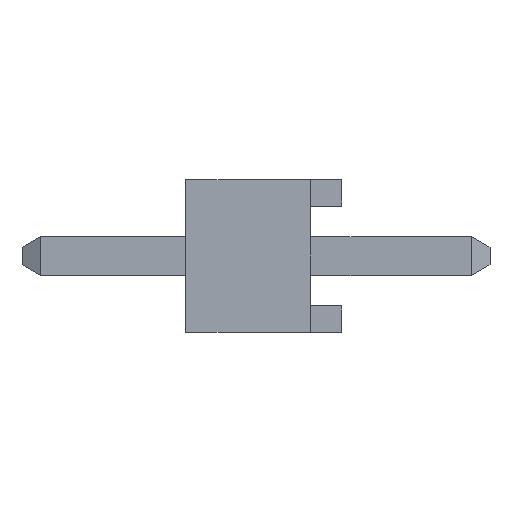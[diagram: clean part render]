
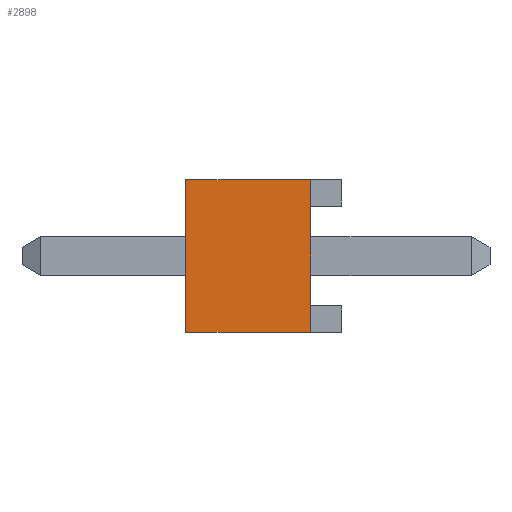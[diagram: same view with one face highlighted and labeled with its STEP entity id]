
A CAD part, left-side view. The second image highlights one B-rep face of the part: STEP entity #2898.
In plain terms, the highlighted planar face has unit normal (-1, 0, 0).
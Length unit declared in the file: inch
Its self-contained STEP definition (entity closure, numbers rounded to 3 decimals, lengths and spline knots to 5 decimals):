
#638=ORIENTED_EDGE('',*,*,#1202,.F.);
#639=ORIENTED_EDGE('',*,*,#1028,.F.);
#640=ORIENTED_EDGE('',*,*,#1203,.F.);
#641=ORIENTED_EDGE('',*,*,#1067,.T.);
#1028=EDGE_CURVE('',#1362,#1363,#1672,.T.);
#1067=EDGE_CURVE('',#1394,#1393,#1711,.T.);
#1202=EDGE_CURVE('',#1363,#1393,#1846,.T.);
#1203=EDGE_CURVE('',#1394,#1362,#1847,.T.);
#1362=VERTEX_POINT('',#4266);
#1363=VERTEX_POINT('',#4268);
#1393=VERTEX_POINT('',#4339);
#1394=VERTEX_POINT('',#4341);
#1672=LINE('',#4267,#2068);
#1711=LINE('',#4340,#2107);
#1846=LINE('',#4606,#2242);
#1847=LINE('',#4607,#2243);
#2068=VECTOR('',#3484,39.37008);
#2107=VECTOR('',#3529,39.37008);
#2242=VECTOR('',#3766,39.37008);
#2243=VECTOR('',#3767,39.37008);
#2400=EDGE_LOOP('',(#638,#639,#640,#641));
#2572=FACE_BOUND('',#2400,.T.);
#2738=PLANE('',#3097);
#2898=ADVANCED_FACE('',(#2572),#2738,.F.);
#3097=AXIS2_PLACEMENT_3D('',#4605,#3764,#3765);
#3484=DIRECTION('',(0.,-1.,0.));
#3529=DIRECTION('',(0.,-1.,0.));
#3764=DIRECTION('',(1.,0.,0.));
#3765=DIRECTION('',(0.,0.,-1.));
#3766=DIRECTION('',(0.,0.,-1.));
#3767=DIRECTION('',(0.,0.,1.));
#4266=CARTESIAN_POINT('',(-0.15,0.1,0.049));
#4267=CARTESIAN_POINT('',(-0.15,0.1,0.049));
#4268=CARTESIAN_POINT('',(-0.15,0.02,0.049));
#4339=CARTESIAN_POINT('',(-0.15,0.02,-0.049));
#4340=CARTESIAN_POINT('',(-0.15,0.1,-0.049));
#4341=CARTESIAN_POINT('',(-0.15,0.1,-0.049));
#4605=CARTESIAN_POINT('',(-0.15,0.1,-0.049));
#4606=CARTESIAN_POINT('',(-0.15,0.02,-0.049));
#4607=CARTESIAN_POINT('',(-0.15,0.1,-0.049));
